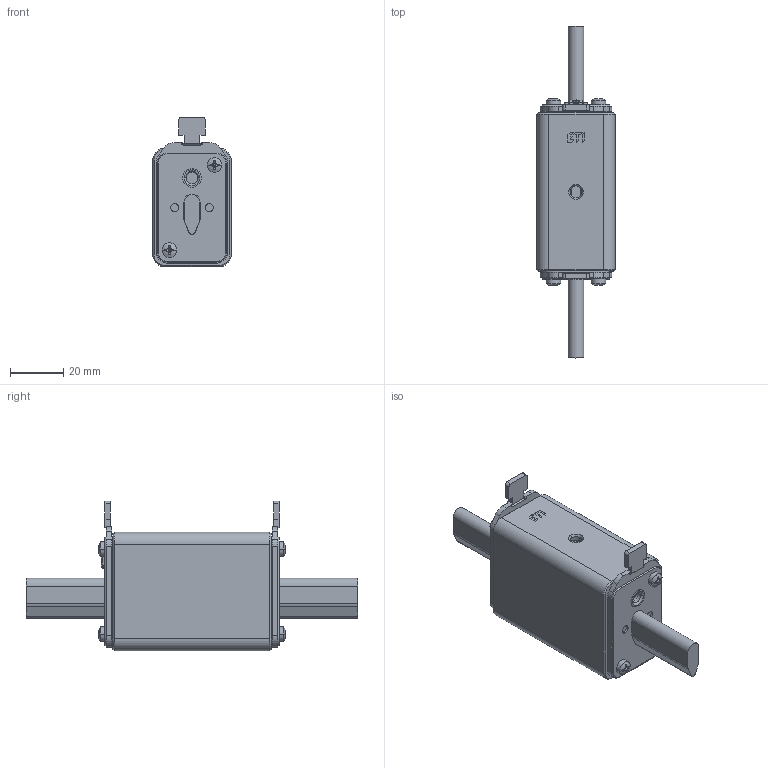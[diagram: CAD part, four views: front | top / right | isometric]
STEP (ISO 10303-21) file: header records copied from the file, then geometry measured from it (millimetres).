
FILE_DESCRIPTION((''),'2;1');
FILE_NAME('NV0_ETI','2018-01-24T',('matic.bajda'),('Audax d.o.o.'),'CREO PARAMETRIC BY PTC INC, 2016260','CREO PARAMETRIC BY PTC INC, 2016260','');
FILE_SCHEMA(('AUTOMOTIVE_DESIGN { 1 0 10303 214 1 1 1 1 }'));
Length unit declared in the file: millimetre
Products named in the file (1): NV0_ETI
Bounding box: 29.5 x 124.9 x 56.25 mm (x, y, z)
Volume: 86379.4 mm3; surface area: 23157.8 mm2
Topology: 3 solids, 19 shells, 807 faces, 2046 edges, 1270 vertices
Faces by surface type: plane 403, cylinder 251, cone 102, bspline 24, torus 19, sphere 8
Entity records: 27151 total; most frequent: CARTESIAN_POINT 6973, DIRECTION 4344, ORIENTED_EDGE 3996, EDGE_CURVE 2014, AXIS2_PLACEMENT_3D 1584, VERTEX_POINT 1346, VECTOR 1176, LINE 1176
